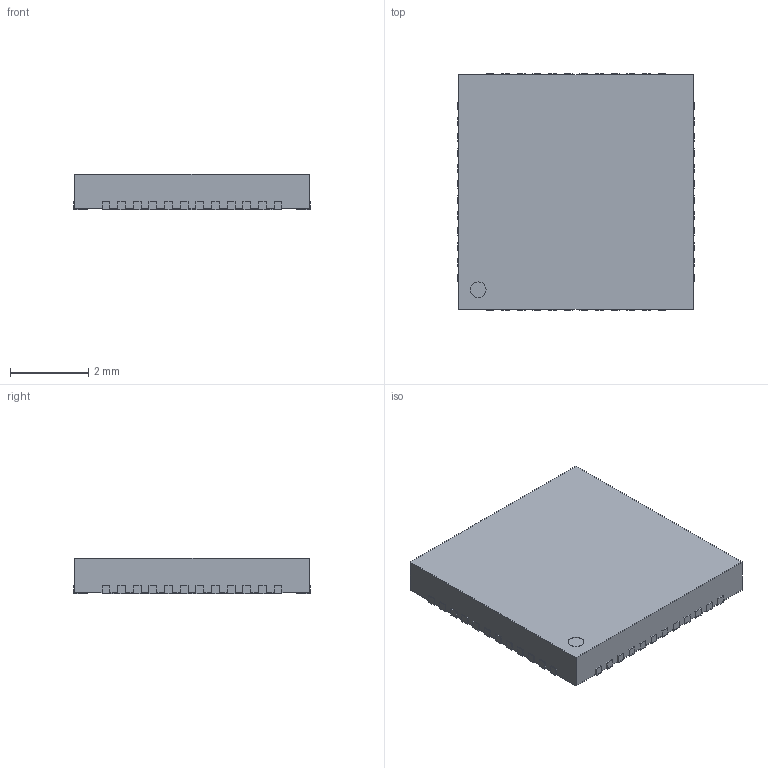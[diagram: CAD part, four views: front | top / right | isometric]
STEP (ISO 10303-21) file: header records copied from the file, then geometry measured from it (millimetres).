
FILE_DESCRIPTION (( 'STEP AP214' ), '1' );
FILE_NAME ('PQFN-48_6X6.STEP', '2021-08-18T11:58:49', ( '' ), ( '' ), 'SwSTEP 2.0', 'SolidWorks 2021', '' );
FILE_SCHEMA (( 'AUTOMOTIVE_DESIGN' ));
Length unit declared in the file: millimetre
Products named in the file (1): User Library-QFN48_04
Bounding box: 6.05 x 6.05 x 0.9 mm (x, y, z)
Volume: 32.6 mm3; surface area: 106.1 mm2
Topology: 37 solids, 37 shells, 402 faces, 978 edges, 652 vertices
Faces by surface type: plane 301, cylinder 101
Entity records: 13248 total; most frequent: CARTESIAN_POINT 2033, DIRECTION 1986, ORIENTED_EDGE 1956, EDGE_CURVE 978, VECTOR 776, LINE 776, VERTEX_POINT 652, AXIS2_PLACEMENT_3D 605
